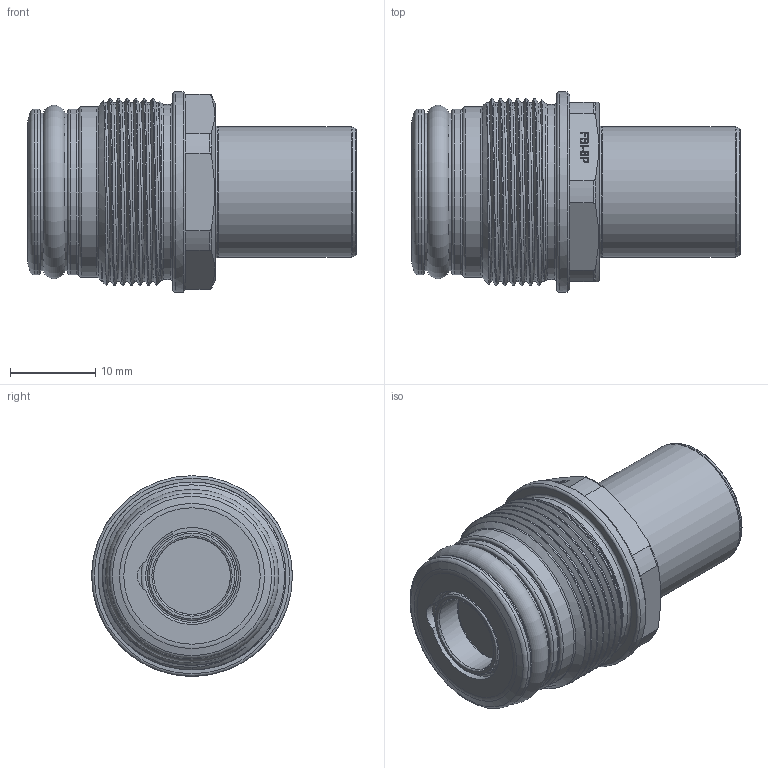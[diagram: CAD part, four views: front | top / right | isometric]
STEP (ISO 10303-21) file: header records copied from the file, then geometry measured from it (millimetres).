
FILE_DESCRIPTION( ('This file contains a STEP AP42 implementation' ,'as created by ZW3D STEP Interface translator.' ,'') ,'2;1' );
FILE_NAME( 'SCB 08P.stp' ,'25 120. 83233', (''), ('ZWCAD Software Co.'), 'Version 1.0', 'ZW3D to STEP translator', '' );
FILE_SCHEMA(('AUTOMOTIVE_DESIGN { 1 0 10303 214 1 1 1 1 }'));
Length unit declared in the file: millimetre
Products named in the file (1): 0
Bounding box: 38.5 x 23.5 x 23.5 mm (x, y, z)
Volume: 10255.5 mm3; surface area: 3698.4 mm2
Topology: 1 solids, 2 shells, 261 faces, 647 edges, 424 vertices
Faces by surface type: plane 107, bspline 81, cylinder 33, torus 31, cone 9
Full cylindrical faces by diameter (mm): 1.5 x1, 9 x1, 9.24 x1, 9.3 x1, 10.4 x1, 15.24 x1, 15.4 x1, 16.9 x1, 18.453 x3, 19.4 x2, 19.95 x1, 20.5 x1, 22 x5, 23.5 x1
Entity records: 11508 total; most frequent: CARTESIAN_POINT 5572, ORIENTED_EDGE 1294, DIRECTION 910, EDGE_CURVE 647, VERTEX_POINT 424, AXIS2_PLACEMENT_3D 329, EDGE_LOOP 297, FACE_OUTER_BOUND 261
